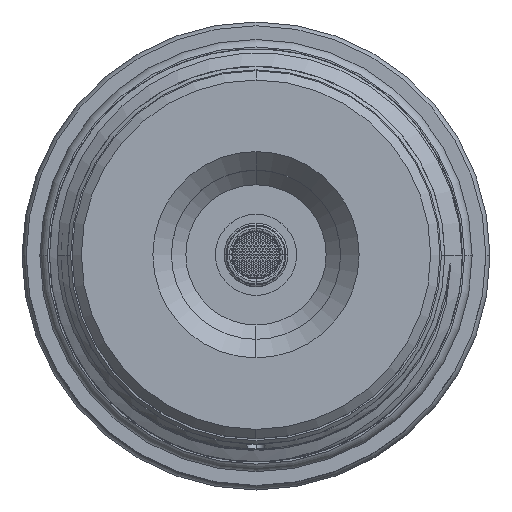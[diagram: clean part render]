
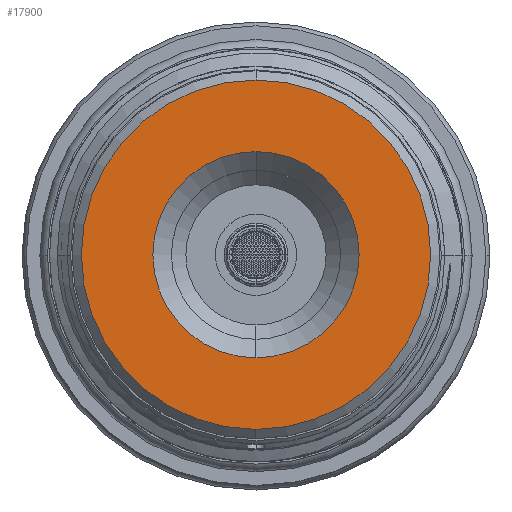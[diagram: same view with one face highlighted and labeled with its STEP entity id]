
A CAD part, top view. The second image highlights one B-rep face of the part: STEP entity #17900.
In plain terms, the highlighted planar face has unit normal (0, 0, 1).
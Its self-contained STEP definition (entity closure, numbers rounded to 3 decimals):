
#496 = ORIENTED_EDGE ( 'NONE', *, *, #102245, .F. ) ;
#2026 = FACE_OUTER_BOUND ( 'NONE', #81671, .T. ) ;
#8130 = CARTESIAN_POINT ( 'NONE',  ( 0., 0., 13.677 ) ) ;
#8798 = DIRECTION ( 'NONE',  ( 0., 0., 1. ) ) ;
#11316 = VERTEX_POINT ( 'NONE', #18136 ) ;
#12670 = CIRCLE ( 'NONE', #27225, 8.9 ) ;
#14515 = CIRCLE ( 'NONE', #33684, 15.075 ) ;
#17900 = ADVANCED_FACE ( 'NONE', ( #2026, #63616 ), #66883, .T. ) ;
#18076 = VERTEX_POINT ( 'NONE', #27195 ) ;
#18136 = CARTESIAN_POINT ( 'NONE',  ( 0., 15.075, 13.677 ) ) ;
#20898 = ORIENTED_EDGE ( 'NONE', *, *, #73532, .F. ) ;
#25350 = DIRECTION ( 'NONE',  ( 0., -1., 0. ) ) ;
#27195 = CARTESIAN_POINT ( 'NONE',  ( 0., 8.9, 13.677 ) ) ;
#27225 = AXIS2_PLACEMENT_3D ( 'NONE', #48500, #8798, #64983 ) ;
#31032 = AXIS2_PLACEMENT_3D ( 'NONE', #65942, #41771, #97981 ) ;
#33684 = AXIS2_PLACEMENT_3D ( 'NONE', #8130, #64313, #25350 ) ;
#37482 = DIRECTION ( 'NONE',  ( 0., 0., -1. ) ) ;
#41771 = DIRECTION ( 'NONE',  ( 0., 0., 1. ) ) ;
#48500 = CARTESIAN_POINT ( 'NONE',  ( 0., 0., 13.677 ) ) ;
#51141 = CARTESIAN_POINT ( 'NONE',  ( 0., 0., 13.677 ) ) ;
#52892 = DIRECTION ( 'NONE',  ( 0., -1., 0. ) ) ;
#58707 = EDGE_CURVE ( 'NONE', #18076, #60175, #95438, .T. ) ;
#59326 = ORIENTED_EDGE ( 'NONE', *, *, #58707, .F. ) ;
#60175 = VERTEX_POINT ( 'NONE', #102608 ) ;
#63616 = FACE_BOUND ( 'NONE', #77606, .T. ) ;
#64305 = CARTESIAN_POINT ( 'NONE',  ( 0., -15.075, 13.677 ) ) ;
#64313 = DIRECTION ( 'NONE',  ( 0., 0., -1. ) ) ;
#64983 = DIRECTION ( 'NONE',  ( 0., 1., 0. ) ) ;
#65942 = CARTESIAN_POINT ( 'NONE',  ( 0., 0., 13.677 ) ) ;
#66529 = DIRECTION ( 'NONE',  ( 0., 1., 0. ) ) ;
#66883 = PLANE ( 'NONE',  #98430 ) ;
#73532 = EDGE_CURVE ( 'NONE', #98451, #11316, #14515, .T. ) ;
#74282 = DIRECTION ( 'NONE',  ( 0., 0., 1. ) ) ;
#77606 = EDGE_LOOP ( 'NONE', ( #59326, #496 ) ) ;
#78952 = CIRCLE ( 'NONE', #100810, 15.075 ) ;
#81671 = EDGE_LOOP ( 'NONE', ( #20898, #99537 ) ) ;
#88702 = EDGE_CURVE ( 'NONE', #11316, #98451, #78952, .T. ) ;
#95438 = CIRCLE ( 'NONE', #31032, 8.9 ) ;
#97981 = DIRECTION ( 'NONE',  ( 0., 1., 0. ) ) ;
#98430 = AXIS2_PLACEMENT_3D ( 'NONE', #98912, #74282, #66529 ) ;
#98451 = VERTEX_POINT ( 'NONE', #64305 ) ;
#98912 = CARTESIAN_POINT ( 'NONE',  ( 0., -15.075, 13.677 ) ) ;
#99537 = ORIENTED_EDGE ( 'NONE', *, *, #88702, .F. ) ;
#100810 = AXIS2_PLACEMENT_3D ( 'NONE', #51141, #37482, #52892 ) ;
#102245 = EDGE_CURVE ( 'NONE', #60175, #18076, #12670, .T. ) ;
#102608 = CARTESIAN_POINT ( 'NONE',  ( 0., -8.9, 13.677 ) ) ;
